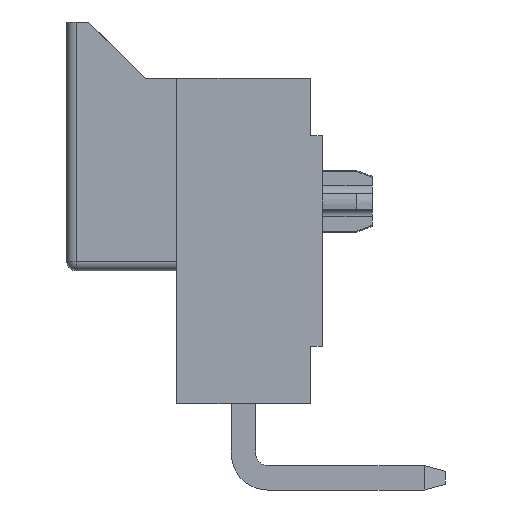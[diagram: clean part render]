
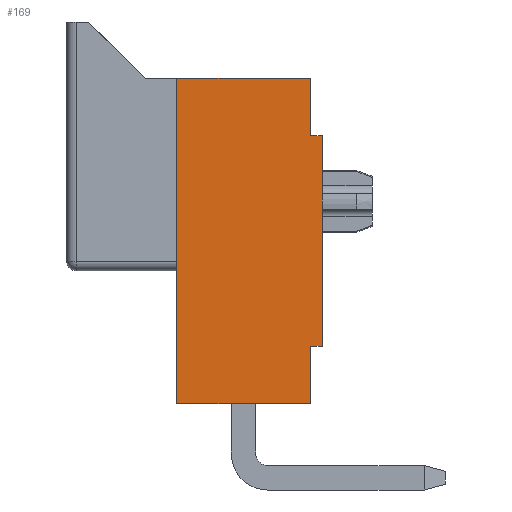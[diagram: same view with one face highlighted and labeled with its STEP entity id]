
A CAD part, left-side view. The second image highlights one B-rep face of the part: STEP entity #169.
In plain terms, the highlighted planar face has unit normal (-1, 0, 0).
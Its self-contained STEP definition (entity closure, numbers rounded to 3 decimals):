
#169 = ADVANCED_FACE( '', ( #415 ), #416, .T. );
#415 = FACE_OUTER_BOUND( '', #752, .T. );
#416 = PLANE( '', #753 );
#752 = EDGE_LOOP( '', ( #1570, #1571, #1572, #1573, #1574, #1575, #1576, #1577 ) );
#753 = AXIS2_PLACEMENT_3D( '', #1578, #1579, #1580 );
#1570 = ORIENTED_EDGE( '', *, *, #2566, .T. );
#1571 = ORIENTED_EDGE( '', *, *, #2607, .F. );
#1572 = ORIENTED_EDGE( '', *, *, #2608, .F. );
#1573 = ORIENTED_EDGE( '', *, *, #2609, .T. );
#1574 = ORIENTED_EDGE( '', *, *, #2558, .T. );
#1575 = ORIENTED_EDGE( '', *, *, #2560, .F. );
#1576 = ORIENTED_EDGE( '', *, *, #2539, .F. );
#1577 = ORIENTED_EDGE( '', *, *, #2610, .T. );
#1578 = CARTESIAN_POINT( '', ( -4.22, -1.74, -4.23 ) );
#1579 = DIRECTION( '', ( -1., 0., 0. ) );
#1580 = DIRECTION( '', ( 0., 0., 1. ) );
#2539 = EDGE_CURVE( '', #3180, #3183, #3184, .T. );
#2558 = EDGE_CURVE( '', #3210, #3215, #3217, .T. );
#2560 = EDGE_CURVE( '', #3183, #3215, #3219, .T. );
#2566 = EDGE_CURVE( '', #3229, #3227, #3230, .T. );
#2607 = EDGE_CURVE( '', #3288, #3227, #3289, .T. );
#2608 = EDGE_CURVE( '', #3290, #3288, #3291, .T. );
#2609 = EDGE_CURVE( '', #3290, #3210, #3292, .T. );
#2610 = EDGE_CURVE( '', #3180, #3229, #3293, .T. );
#3180 = VERTEX_POINT( '', #4144 );
#3183 = VERTEX_POINT( '', #4148 );
#3184 = LINE( '', #4149, #4150 );
#3210 = VERTEX_POINT( '', #4192 );
#3215 = VERTEX_POINT( '', #4199 );
#3217 = LINE( '', #4202, #4203 );
#3219 = LINE( '', #4206, #4207 );
#3227 = VERTEX_POINT( '', #4219 );
#3229 = VERTEX_POINT( '', #4222 );
#3230 = LINE( '', #4223, #4224 );
#3288 = VERTEX_POINT( '', #4314 );
#3289 = LINE( '', #4315, #4316 );
#3290 = VERTEX_POINT( '', #4317 );
#3291 = LINE( '', #4318, #4319 );
#3292 = LINE( '', #4320, #4321 );
#3293 = LINE( '', #4322, #4323 );
#4144 = CARTESIAN_POINT( '', ( -4.22, -1.74, 2.73 ) );
#4148 = CARTESIAN_POINT( '', ( -4.22, -2.04, 2.73 ) );
#4149 = CARTESIAN_POINT( '', ( -4.22, -1.74, 2.73 ) );
#4150 = VECTOR( '', #4882, 1000. );
#4192 = CARTESIAN_POINT( '', ( -4.22, -1.74, -2.73 ) );
#4199 = CARTESIAN_POINT( '', ( -4.22, -2.04, -2.73 ) );
#4202 = CARTESIAN_POINT( '', ( -4.22, -1.74, -2.73 ) );
#4203 = VECTOR( '', #4904, 1000. );
#4206 = CARTESIAN_POINT( '', ( -4.22, -2.04, 2.73 ) );
#4207 = VECTOR( '', #4906, 1000. );
#4219 = CARTESIAN_POINT( '', ( -4.22, 1.74, 4.23 ) );
#4222 = CARTESIAN_POINT( '', ( -4.22, -1.74, 4.23 ) );
#4223 = CARTESIAN_POINT( '', ( -4.22, -1.74, 4.23 ) );
#4224 = VECTOR( '', #4912, 1000. );
#4314 = CARTESIAN_POINT( '', ( -4.22, 1.74, -4.23 ) );
#4315 = CARTESIAN_POINT( '', ( -4.22, 1.74, -4.23 ) );
#4316 = VECTOR( '', #4969, 1000. );
#4317 = CARTESIAN_POINT( '', ( -4.22, -1.74, -4.23 ) );
#4318 = CARTESIAN_POINT( '', ( -4.22, -1.74, -4.23 ) );
#4319 = VECTOR( '', #4970, 1000. );
#4320 = CARTESIAN_POINT( '', ( -4.22, -1.74, -4.23 ) );
#4321 = VECTOR( '', #4971, 1000. );
#4322 = CARTESIAN_POINT( '', ( -4.22, -1.74, 2.73 ) );
#4323 = VECTOR( '', #4972, 1000. );
#4882 = DIRECTION( '', ( 0., -1., 0. ) );
#4904 = DIRECTION( '', ( 0., -1., 0. ) );
#4906 = DIRECTION( '', ( 0., 0., -1. ) );
#4912 = DIRECTION( '', ( 0., 1., 0. ) );
#4969 = DIRECTION( '', ( 0., 0., 1. ) );
#4970 = DIRECTION( '', ( 0., 1., 0. ) );
#4971 = DIRECTION( '', ( 0., 0., 1. ) );
#4972 = DIRECTION( '', ( 0., 0., 1. ) );
